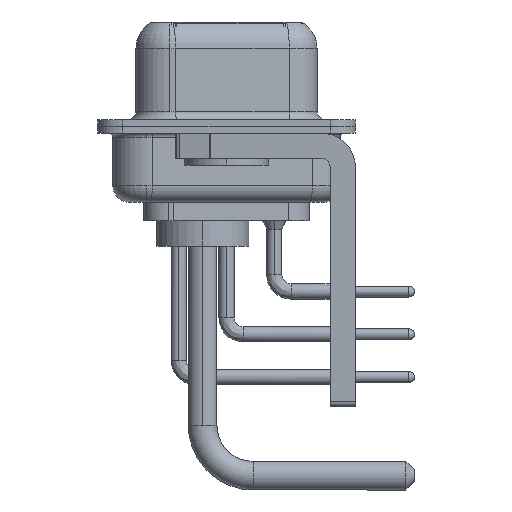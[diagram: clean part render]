
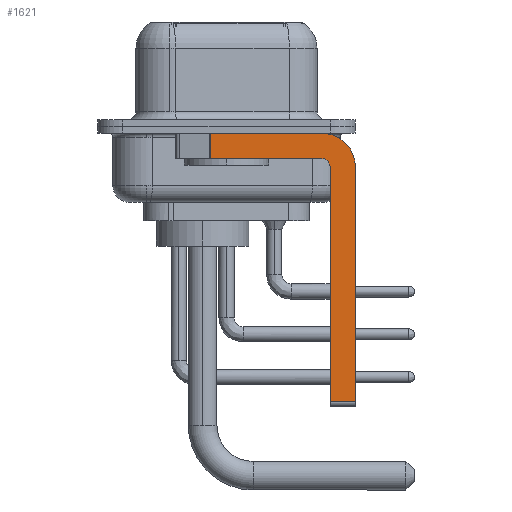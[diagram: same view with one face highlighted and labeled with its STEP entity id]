
A CAD part, left-side view. The second image highlights one B-rep face of the part: STEP entity #1621.
In plain terms, the highlighted planar face has unit normal (-1, 0, 0).
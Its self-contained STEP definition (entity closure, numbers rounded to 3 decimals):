
#1604 = LINE ( 'NONE', #22558, #11910 ) ;
#1621 = ADVANCED_FACE ( 'NONE', ( #26967 ), #13596, .F. ) ;
#1876 = CARTESIAN_POINT ( 'NONE',  ( -2.9, -5.65, -2.4 ) ) ;
#1967 = ORIENTED_EDGE ( 'NONE', *, *, #15434, .F. ) ;
#2141 = ORIENTED_EDGE ( 'NONE', *, *, #11783, .T. ) ;
#2216 = EDGE_CURVE ( 'NONE', #22262, #12140, #11354, .T. ) ;
#2504 = CARTESIAN_POINT ( 'NONE',  ( -2.9, -5.65, -2.4 ) ) ;
#2639 = CARTESIAN_POINT ( 'NONE',  ( -2.9, -6.15, -16.35 ) ) ;
#3412 = CARTESIAN_POINT ( 'NONE',  ( -2.9, -6.15, -2.4 ) ) ;
#4018 = EDGE_CURVE ( 'NONE', #5753, #22262, #1604, .T. ) ;
#4450 = DIRECTION ( 'NONE',  ( 1., 0., 0. ) ) ;
#4654 = DIRECTION ( 'NONE',  ( -1., 0., 0. ) ) ;
#4842 = DIRECTION ( 'NONE',  ( 0., 0., -1. ) ) ;
#4915 = CARTESIAN_POINT ( 'NONE',  ( -2.9, 0.978, -0.4 ) ) ;
#5030 = CARTESIAN_POINT ( 'NONE',  ( -2.9, -5.65, -16.35 ) ) ;
#5251 = CARTESIAN_POINT ( 'NONE',  ( -2.9, -7.65, -2.4 ) ) ;
#5581 = CIRCLE ( 'NONE', #28613, 2. ) ;
#5753 = VERTEX_POINT ( 'NONE', #2639 ) ;
#6019 = CARTESIAN_POINT ( 'NONE',  ( -2.9, -7.65, -16.35 ) ) ;
#6785 = CARTESIAN_POINT ( 'NONE',  ( -2.9, 3., -0.4 ) ) ;
#7327 = LINE ( 'NONE', #31766, #30432 ) ;
#7337 = VECTOR ( 'NONE', #13150, 1000. ) ;
#8430 = VECTOR ( 'NONE', #31231, 1000. ) ;
#8522 = VECTOR ( 'NONE', #9624, 1000. ) ;
#9011 = EDGE_LOOP ( 'NONE', ( #14939, #14214, #28041, #26800, #10738, #2141, #1967, #24600 ) ) ;
#9213 = VERTEX_POINT ( 'NONE', #6019 ) ;
#9624 = DIRECTION ( 'NONE',  ( 0., -1., 0. ) ) ;
#9705 = DIRECTION ( 'NONE',  ( 0., 0., 1. ) ) ;
#10738 = ORIENTED_EDGE ( 'NONE', *, *, #4018, .F. ) ;
#11354 = CIRCLE ( 'NONE', #14702, 0.5 ) ;
#11663 = VERTEX_POINT ( 'NONE', #18255 ) ;
#11783 = EDGE_CURVE ( 'NONE', #5753, #9213, #34411, .T. ) ;
#11910 = VECTOR ( 'NONE', #9705, 1000. ) ;
#12140 = VERTEX_POINT ( 'NONE', #18743 ) ;
#13150 = DIRECTION ( 'NONE',  ( 0., -1., 0. ) ) ;
#13243 = DIRECTION ( 'NONE',  ( 1., 0., 0. ) ) ;
#13596 = PLANE ( 'NONE',  #13711 ) ;
#13711 = AXIS2_PLACEMENT_3D ( 'NONE', #2504, #13243, #23982 ) ;
#14214 = ORIENTED_EDGE ( 'NONE', *, *, #25861, .T. ) ;
#14702 = AXIS2_PLACEMENT_3D ( 'NONE', #1876, #4654, #20876 ) ;
#14939 = ORIENTED_EDGE ( 'NONE', *, *, #19030, .F. ) ;
#15208 = DIRECTION ( 'NONE',  ( 0., 0., -1. ) ) ;
#15434 = EDGE_CURVE ( 'NONE', #11663, #9213, #18829, .T. ) ;
#17701 = LINE ( 'NONE', #28421, #8430 ) ;
#17742 = EDGE_CURVE ( 'NONE', #12140, #32908, #17701, .T. ) ;
#18255 = CARTESIAN_POINT ( 'NONE',  ( -2.9, -7.65, -2.4 ) ) ;
#18743 = CARTESIAN_POINT ( 'NONE',  ( -2.9, -5.65, -1.9 ) ) ;
#18829 = LINE ( 'NONE', #5251, #21782 ) ;
#18853 = CARTESIAN_POINT ( 'NONE',  ( -2.9, -5.65, -2.4 ) ) ;
#19030 = EDGE_CURVE ( 'NONE', #21032, #29480, #30890, .T. ) ;
#19485 = CARTESIAN_POINT ( 'NONE',  ( -2.9, -5.65, -0.4 ) ) ;
#20876 = DIRECTION ( 'NONE',  ( 0., 0., 1. ) ) ;
#21032 = VERTEX_POINT ( 'NONE', #4915 ) ;
#21782 = VECTOR ( 'NONE', #31647, 1000. ) ;
#22262 = VERTEX_POINT ( 'NONE', #3412 ) ;
#22517 = EDGE_CURVE ( 'NONE', #29480, #11663, #5581, .T. ) ;
#22558 = CARTESIAN_POINT ( 'NONE',  ( -2.9, -6.15, -16.6 ) ) ;
#23982 = DIRECTION ( 'NONE',  ( 0., 0., -1. ) ) ;
#24600 = ORIENTED_EDGE ( 'NONE', *, *, #22517, .F. ) ;
#25824 = CARTESIAN_POINT ( 'NONE',  ( -2.9, 0.978, -1.9 ) ) ;
#25861 = EDGE_CURVE ( 'NONE', #21032, #32908, #7327, .T. ) ;
#26800 = ORIENTED_EDGE ( 'NONE', *, *, #2216, .F. ) ;
#26967 = FACE_OUTER_BOUND ( 'NONE', #9011, .T. ) ;
#28041 = ORIENTED_EDGE ( 'NONE', *, *, #17742, .F. ) ;
#28421 = CARTESIAN_POINT ( 'NONE',  ( -2.9, -5.65, -1.9 ) ) ;
#28613 = AXIS2_PLACEMENT_3D ( 'NONE', #18853, #4450, #15208 ) ;
#29480 = VERTEX_POINT ( 'NONE', #19485 ) ;
#30432 = VECTOR ( 'NONE', #4842, 1000. ) ;
#30890 = LINE ( 'NONE', #6785, #8522 ) ;
#31231 = DIRECTION ( 'NONE',  ( 0., 1., 0. ) ) ;
#31647 = DIRECTION ( 'NONE',  ( 0., 0., -1. ) ) ;
#31766 = CARTESIAN_POINT ( 'NONE',  ( -2.9, 0.978, -1.9 ) ) ;
#32908 = VERTEX_POINT ( 'NONE', #25824 ) ;
#34411 = LINE ( 'NONE', #5030, #7337 ) ;
